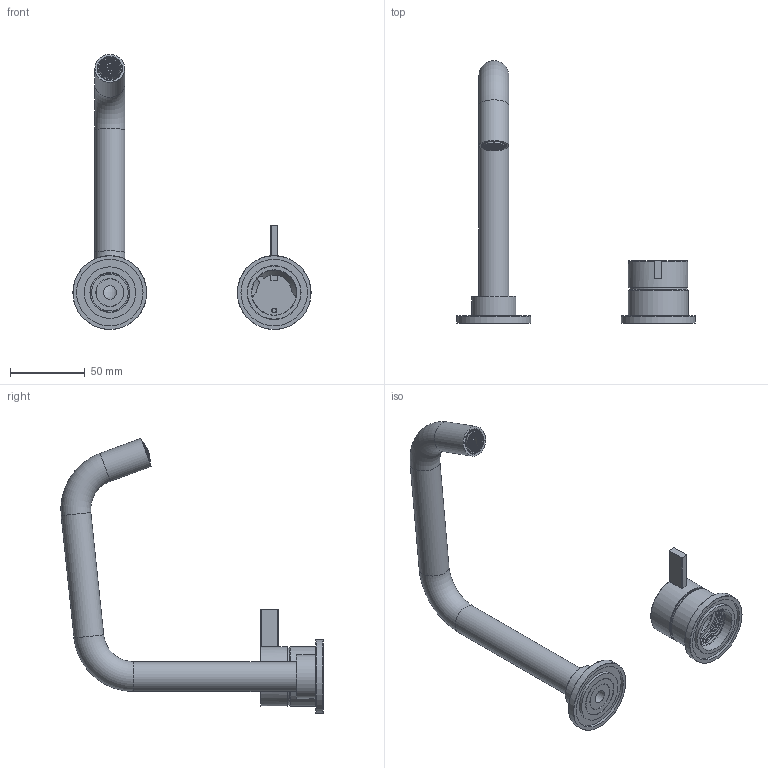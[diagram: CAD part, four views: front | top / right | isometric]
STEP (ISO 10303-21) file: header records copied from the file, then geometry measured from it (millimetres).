
FILE_DESCRIPTION(/* description */ ('Unknown'),/* implementation_level */ '2;1');
FILE_NAME(/* name */ 'AF023',/* time_stamp */ '2023-03-17T11:58:20+01:00',/* author */ ('Unknown'),/* organization */ ('Unknown'),/* preprocessor_version */ 'ST-DEVELOPER v18.102',/* originating_system */ 'Solid Edge',/* authorisation */ 'Unknown');
FILE_SCHEMA (('AUTOMOTIVE_DESIGN {1 0 10303 214 3 1 1}'));
Length unit declared in the file: millimetre
Products named in the file (12): AF023-00; BSIMVXA060_1_oa_0; SBTBSC0003_oa_1; ABIX112C001_oa_2; SCCBSC0002; AF023-001_oa_3; ABIX005C010; ABIX005C013; SSUBSC0001_oa_4; AF014-06_oa_5; SARBSA0003_oa_6; SARBSC0003
Assembly tree (11 placements, depth 3):
  AF023-00
    BSIMVXA060_1_oa_0
    SBTBSC0003_oa_1
    ABIX112C001_oa_2
    SCCBSC0002
    AF023-001_oa_3
      ABIX005C010
      ABIX005C013
    SSUBSC0001_oa_4
    AF014-06_oa_5
    SARBSA0003_oa_6
      SARBSC0003
Bounding box: 159.5 x 175.54 x 184.15 mm (x, y, z)
Volume: 83736.1 mm3; surface area: 67365.6 mm2
Topology: 9 solids, 9 shells, 2777 faces, 7938 edges, 5265 vertices
Faces by surface type: plane 1877, torus 407, cylinder 304, bspline 141, cone 40, sphere 8
Full cylindrical faces by diameter (mm): 0.9 x3, 1.5 x1, 2.5 x3, 3.2 x1, 9 x1, 11 x1, 12.15 x2, 13.4 x1, 13.45 x1, 13.55 x2, 14.55 x1, 15 x4, 15.15 x1, 15.169 x1, 15.5 x7, 16.4 x1, 16.5 x1, 16.7 x1, 16.9 x1, 17 x1, 18.4 x2, 18.7 x2, 19.4 x1, 20 x3, 20.5 x1, 24.6 x1, 26.2 x1, 27 x1, 29.5 x1, 30.4 x1
Entity records: 107466 total; most frequent: CARTESIAN_POINT 39649, ORIENTED_EDGE 15390, DIRECTION 11096, EDGE_CURVE 7695, VERTEX_POINT 5166, AXIS2_PLACEMENT_3D 4068, B_SPLINE_CURVE_WITH_KNOTS 3304, FACE_BOUND 3283
